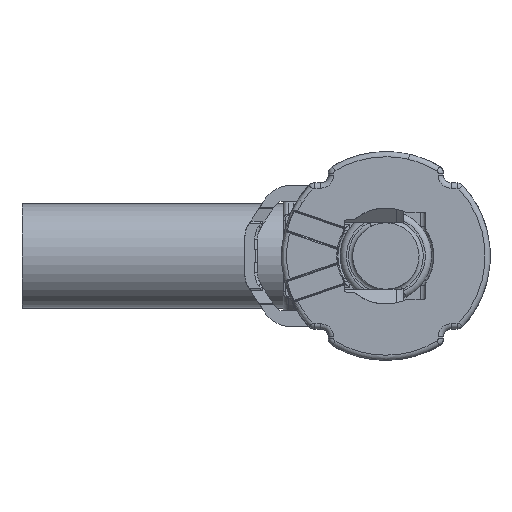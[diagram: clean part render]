
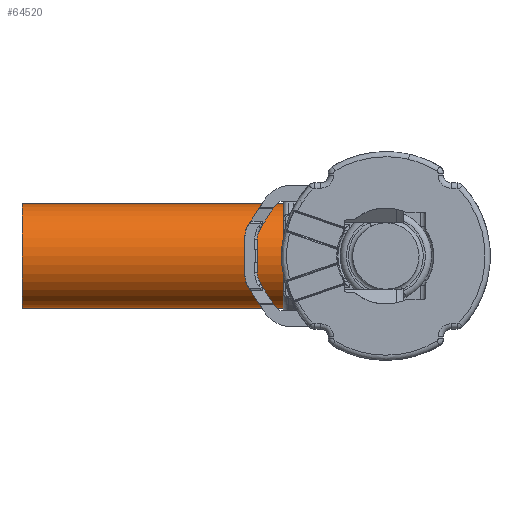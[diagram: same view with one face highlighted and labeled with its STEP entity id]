
A CAD part, left-side view. The second image highlights one B-rep face of the part: STEP entity #64520.
In plain terms, the highlighted cylindrical face has radius 5 mm (diameter 10 mm), a partial arc.
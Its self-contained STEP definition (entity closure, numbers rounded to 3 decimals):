
#64421=AXIS2_PLACEMENT_3D('Circle Axis2P3D',#64419,#64420,$) ;
#64464=AXIS2_PLACEMENT_3D('Circle Axis2P3D',#64462,#64463,$) ;
#64512=AXIS2_PLACEMENT_3D('Cylinder Axis2P3D',#64509,#64510,#64511) ;
#64414=CARTESIAN_POINT('Vertex',(21.,34.85,-5.)) ;
#64416=CARTESIAN_POINT('Vertex',(21.,34.85,5.)) ;
#64419=CARTESIAN_POINT('Axis2P3D Location',(21.,34.85,0.)) ;
#64462=CARTESIAN_POINT('Axis2P3D Location',(21.,9.85,0.)) ;
#64466=CARTESIAN_POINT('Vertex',(21.,9.85,5.)) ;
#64468=CARTESIAN_POINT('Vertex',(21.,9.85,-5.)) ;
#64491=CARTESIAN_POINT('Line Origine',(21.,22.35,-5.)) ;
#64496=CARTESIAN_POINT('Line Origine',(21.,22.35,5.)) ;
#64509=CARTESIAN_POINT('Axis2P3D Location',(21.,22.35,0.)) ;
#64420=DIRECTION('Axis2P3D Direction',(0.,-1.,0.)) ;
#64463=DIRECTION('Axis2P3D Direction',(0.,-1.,0.)) ;
#64492=DIRECTION('Vector Direction',(0.,-1.,0.)) ;
#64497=DIRECTION('Vector Direction',(0.,-1.,0.)) ;
#64510=DIRECTION('Axis2P3D Direction',(0.,-1.,0.)) ;
#64511=DIRECTION('Axis2P3D XDirection',(0.,0.,1.)) ;
#64493=VECTOR('Line Direction',#64492,1.) ;
#64498=VECTOR('Line Direction',#64497,1.) ;
#64515=ORIENTED_EDGE('',*,*,#64470,.F.) ;
#64516=ORIENTED_EDGE('',*,*,#64500,.T.) ;
#64517=ORIENTED_EDGE('',*,*,#64423,.T.) ;
#64518=ORIENTED_EDGE('',*,*,#64495,.F.) ;
#64520=ADVANCED_FACE('Hose NW4',(#64519),#64513,.T.) ;
#64422=CIRCLE('generated circle',#64421,5.) ;
#64465=CIRCLE('generated circle',#64464,5.) ;
#64513=CYLINDRICAL_SURFACE('generated cylinder',#64512,5.) ;
#64423=EDGE_CURVE('',#64417,#64415,#64422,.T.) ;
#64470=EDGE_CURVE('',#64467,#64469,#64465,.T.) ;
#64495=EDGE_CURVE('',#64469,#64415,#64494,.F.) ;
#64500=EDGE_CURVE('',#64467,#64417,#64499,.F.) ;
#64514=EDGE_LOOP('',(#64515,#64516,#64517,#64518)) ;
#64519=FACE_OUTER_BOUND('',#64514,.T.) ;
#64494=LINE('Line',#64491,#64493) ;
#64499=LINE('Line',#64496,#64498) ;
#64415=VERTEX_POINT('',#64414) ;
#64417=VERTEX_POINT('',#64416) ;
#64467=VERTEX_POINT('',#64466) ;
#64469=VERTEX_POINT('',#64468) ;
